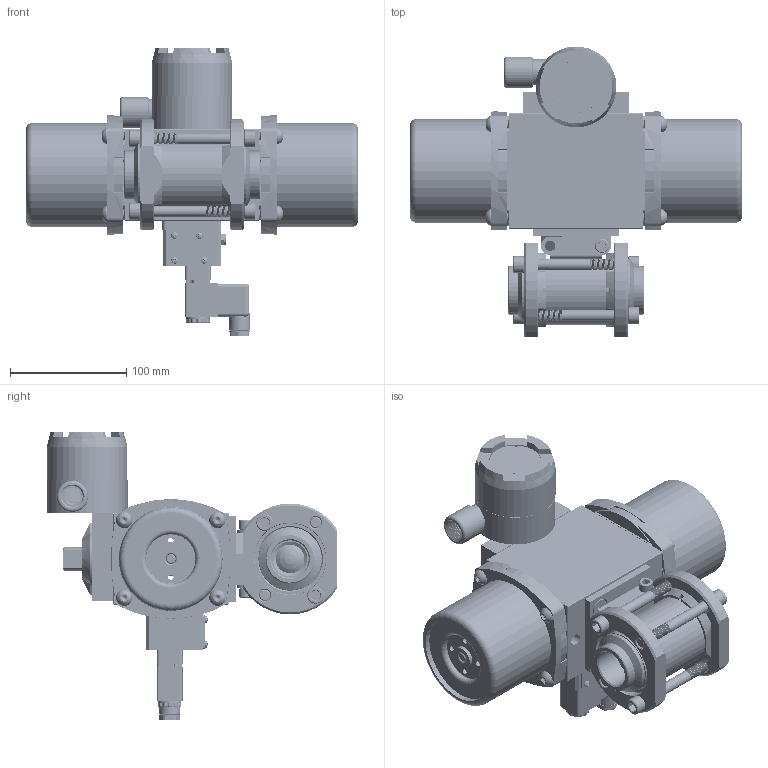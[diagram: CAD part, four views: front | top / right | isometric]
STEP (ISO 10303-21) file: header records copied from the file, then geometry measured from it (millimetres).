
FILE_DESCRIPTION (( 'STEP AP203' ), '1' );
FILE_NAME ('21XXTSWSA522SR3GPDSLS.step', '2018-06-04T15:49:11', ( '' ), ( '' ), 'SwSTEP 2.0', 'SolidWorks 2017', '' );
FILE_SCHEMA (( 'CONFIG_CONTROL_DESIGN' ));
Length unit declared in the file: inch
Products named in the file (1): 21XXTSWSA522SR3GPDSLS
Bounding box: 285.09 x 249.71 x 247.52 mm (x, y, z)
Volume: 1578963.9 mm3; surface area: 616482.3 mm2
Topology: 73 solids, 73 shells, 6400 faces, 16485 edges, 10317 vertices
Faces by surface type: cylinder 2759, cone 2103, plane 1168, torus 240, bspline 100, sphere 30
Entity records: 232748 total; most frequent: CARTESIAN_POINT 76106, DIRECTION 34780, ORIENTED_EDGE 32678, EDGE_CURVE 16339, AXIS2_PLACEMENT_3D 14064, VERTEX_POINT 10313, CIRCLE 7763, EDGE_LOOP 6912
